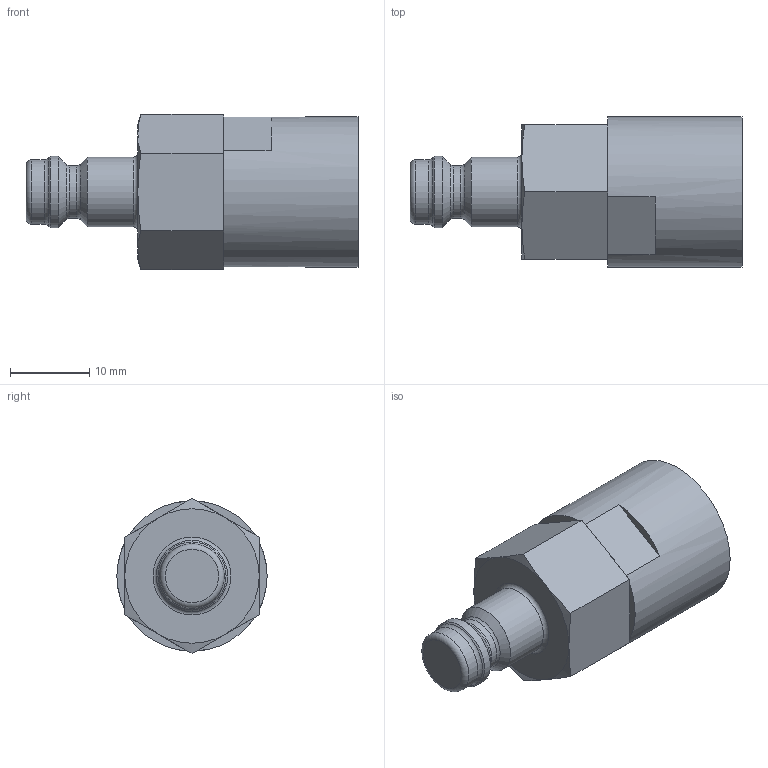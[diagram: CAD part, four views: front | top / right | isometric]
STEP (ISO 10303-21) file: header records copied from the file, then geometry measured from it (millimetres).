
FILE_DESCRIPTION((''),'2;1');
FILE_NAME('21sbiw13fvx.stp','2013-03-22T11:40:08',('IA176480'),(''),'Autodesk Inventor 2011','Autodesk Inventor 2011','');
FILE_SCHEMA(('AUTOMOTIVE_DESIGN { 1 0 10303 214 1 1 1 1 }'));
Length unit declared in the file: millimetre
Products named in the file (1): D106213
Bounding box: 42 x 19 x 19.63 mm (x, y, z)
Volume: 6947.5 mm3; surface area: 3414.6 mm2
Topology: 1 solids, 3 shells, 64 faces, 133 edges, 77 vertices
Faces by surface type: plane 30, cone 13, cylinder 12, torus 9
Full cylindrical faces by diameter (mm): 4.9 x1, 6.65 x1, 8.15 x1, 8.191 x1, 8.85 x1, 9 x1, 10.5 x1, 11.445 x2, 13.3 x1, 13.5 x1, 19 x1
Entity records: 1573 total; most frequent: DIRECTION 272, CARTESIAN_POINT 261, ORIENTED_EDGE 200, AXIS2_PLACEMENT_3D 119, EDGE_CURVE 100, EDGE_LOOP 98, VERTEX_POINT 72, FACE_OUTER_BOUND 64
